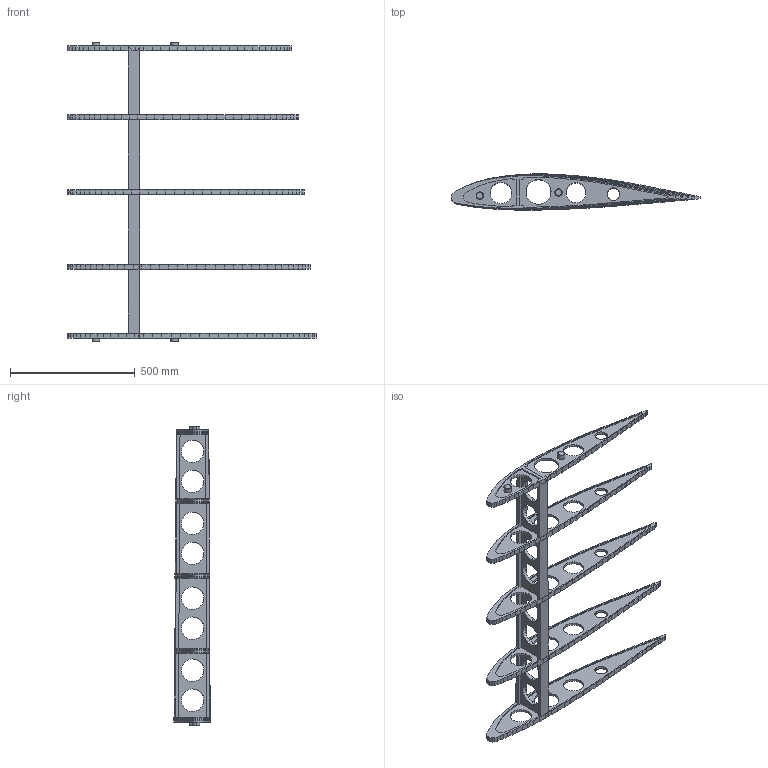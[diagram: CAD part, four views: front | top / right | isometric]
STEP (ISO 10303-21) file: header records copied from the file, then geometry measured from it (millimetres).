
FILE_DESCRIPTION (( 'STEP AP214' ), '1' );
FILE_NAME ('ribs.step', '2016-08-31T18:32:04', ( '' ), ( '' ), 'SwSTEP 2.0', 'SolidWorks 2015', '' );
FILE_SCHEMA (( 'AUTOMOTIVE_DESIGN' ));
Length unit declared in the file: inch
Products named in the file (1): ribs
Bounding box: 1000 x 145.47 x 1200 mm (x, y, z)
Volume: 6570673.9 mm3; surface area: 1396446.5 mm2
Topology: 1 solids, 1 shells, 1358 faces, 4034 edges, 2691 vertices
Faces by surface type: plane 1277, cylinder 64, bspline 9, cone 8
Entity records: 46063 total; most frequent: CARTESIAN_POINT 9504, ORIENTED_EDGE 8068, DIRECTION 6786, EDGE_CURVE 4034, VECTOR 3878, LINE 3878, VERTEX_POINT 2691, AXIS2_PLACEMENT_3D 1454
